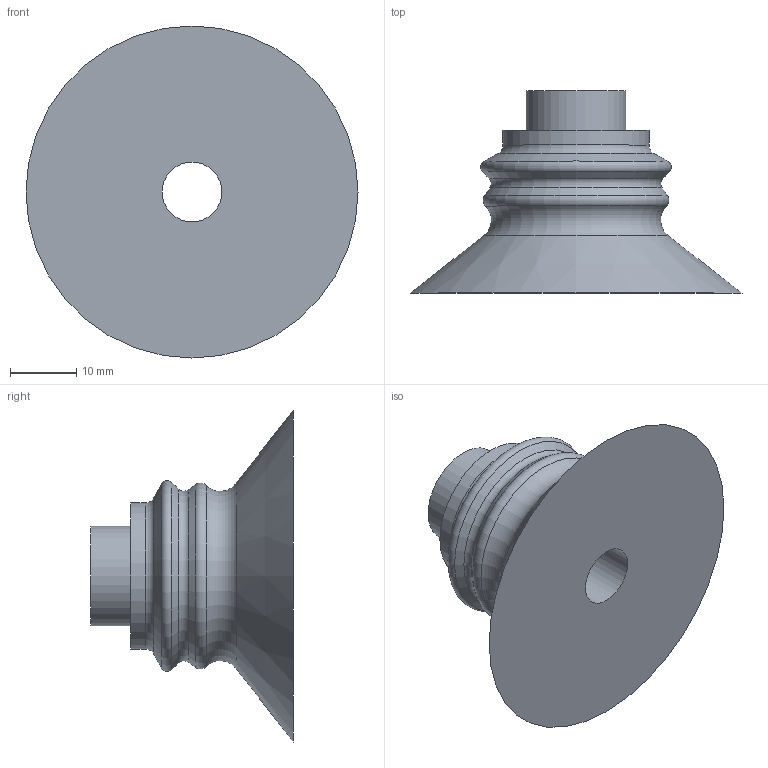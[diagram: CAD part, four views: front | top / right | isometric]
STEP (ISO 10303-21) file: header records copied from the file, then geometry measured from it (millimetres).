
FILE_DESCRIPTION(/* description */ (''),/* implementation_level */ '2;1');
FILE_NAME(/* name */ 'vs50cn.stp',/* time_stamp */ '2020-11-02T15:09:43+01:00',/* author */ ('enginyeria'),/* organization */ (''),/* preprocessor_version */ 'ST-DEVELOPER v17.2',/* originating_system */ 'Autodesk Inventor 2019',/* authorisation */ '');
FILE_SCHEMA (('CONFIG_CONTROL_DESIGN'));
Length unit declared in the file: millimetre
Products named in the file (1): vs50cn
Bounding box: 50 x 30.5 x 50 mm (x, y, z)
Volume: 17929.8 mm3; surface area: 6632.7 mm2
Topology: 1 solids, 1 shells, 15 faces, 49 edges, 37 vertices
Faces by surface type: torus 5, cone 4, cylinder 3, plane 3
Full cylindrical faces by diameter (mm): 9 x1, 15 x1, 22 x1
Entity records: 643 total; most frequent: DIRECTION 123, CARTESIAN_POINT 102, ORIENTED_EDGE 98, AXIS2_PLACEMENT_3D 58, EDGE_CURVE 49, CIRCLE 42, VERTEX_POINT 37, EDGE_LOOP 18
